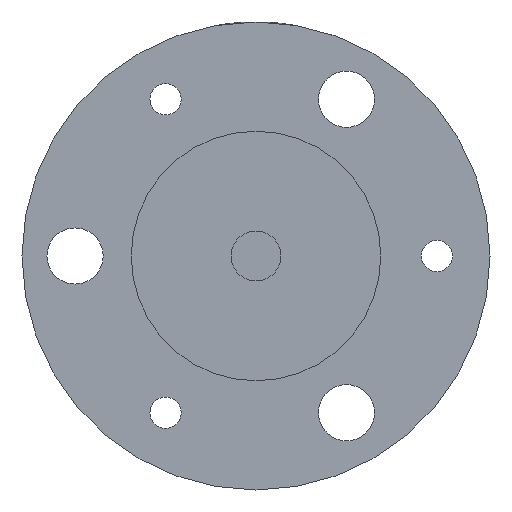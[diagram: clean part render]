
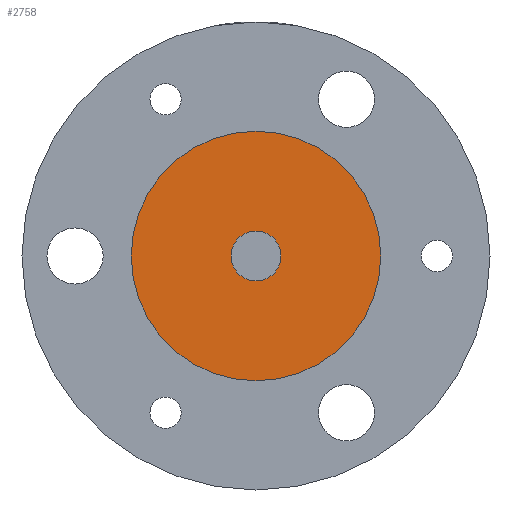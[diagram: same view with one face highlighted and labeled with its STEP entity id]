
A CAD part, left-side view. The second image highlights one B-rep face of the part: STEP entity #2758.
In plain terms, the highlighted planar face has unit normal (-1, 0, 0).
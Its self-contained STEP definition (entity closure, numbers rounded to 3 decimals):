
#128 = PLANE ( 'NONE',  #665 ) ;
#256 = CARTESIAN_POINT ( 'NONE',  ( 6., 0., 20. ) ) ;
#259 = DIRECTION ( 'NONE',  ( -1., 0., 0. ) ) ;
#665 = AXIS2_PLACEMENT_3D ( 'NONE', #2932, #1275, #1881 ) ;
#955 = AXIS2_PLACEMENT_3D ( 'NONE', #3983, #7523, #5768 ) ;
#1125 = CARTESIAN_POINT ( 'NONE',  ( 6., 0., 0. ) ) ;
#1242 = EDGE_CURVE ( 'NONE', #4883, #3333, #3884, .T. ) ;
#1275 = DIRECTION ( 'NONE',  ( 1., 0., 0. ) ) ;
#1488 = DIRECTION ( 'NONE',  ( -1., 0., 0. ) ) ;
#1520 = CARTESIAN_POINT ( 'NONE',  ( 6., 0., 0. ) ) ;
#1881 = DIRECTION ( 'NONE',  ( 0., 0., -1. ) ) ;
#2058 = CIRCLE ( 'NONE', #5823, 20. ) ;
#2577 = DIRECTION ( 'NONE',  ( 0., 0., 1. ) ) ;
#2614 = DIRECTION ( 'NONE',  ( 0., 0., 1. ) ) ;
#2758 = ADVANCED_FACE ( 'NONE', ( #6400, #5224 ), #128, .F. ) ;
#2932 = CARTESIAN_POINT ( 'NONE',  ( 6., 0., 0. ) ) ;
#3216 = DIRECTION ( 'NONE',  ( 0., 0., 1. ) ) ;
#3333 = VERTEX_POINT ( 'NONE', #6809 ) ;
#3502 = EDGE_CURVE ( 'NONE', #5777, #3953, #7231, .T. ) ;
#3884 = CIRCLE ( 'NONE', #6191, 4. ) ;
#3953 = VERTEX_POINT ( 'NONE', #256 ) ;
#3983 = CARTESIAN_POINT ( 'NONE',  ( 6., 0., 0. ) ) ;
#4069 = EDGE_CURVE ( 'NONE', #3333, #4883, #5570, .T. ) ;
#4243 = CARTESIAN_POINT ( 'NONE',  ( 6., 0., -4. ) ) ;
#4354 = DIRECTION ( 'NONE',  ( -1., 0., 0. ) ) ;
#4857 = EDGE_LOOP ( 'NONE', ( #5816, #6021 ) ) ;
#4883 = VERTEX_POINT ( 'NONE', #4243 ) ;
#4967 = ORIENTED_EDGE ( 'NONE', *, *, #6532, .T. ) ;
#5156 = ORIENTED_EDGE ( 'NONE', *, *, #3502, .T. ) ;
#5224 = FACE_OUTER_BOUND ( 'NONE', #7441, .T. ) ;
#5467 = CARTESIAN_POINT ( 'NONE',  ( 6., 0., 0. ) ) ;
#5570 = CIRCLE ( 'NONE', #955, 4. ) ;
#5768 = DIRECTION ( 'NONE',  ( 0., 0., 1. ) ) ;
#5777 = VERTEX_POINT ( 'NONE', #6990 ) ;
#5816 = ORIENTED_EDGE ( 'NONE', *, *, #4069, .F. ) ;
#5823 = AXIS2_PLACEMENT_3D ( 'NONE', #1520, #1488, #2614 ) ;
#5895 = AXIS2_PLACEMENT_3D ( 'NONE', #1125, #4354, #3216 ) ;
#6021 = ORIENTED_EDGE ( 'NONE', *, *, #1242, .F. ) ;
#6191 = AXIS2_PLACEMENT_3D ( 'NONE', #5467, #259, #2577 ) ;
#6400 = FACE_BOUND ( 'NONE', #4857, .T. ) ;
#6532 = EDGE_CURVE ( 'NONE', #3953, #5777, #2058, .T. ) ;
#6809 = CARTESIAN_POINT ( 'NONE',  ( 6., 0., 4. ) ) ;
#6990 = CARTESIAN_POINT ( 'NONE',  ( 6., 0., -20. ) ) ;
#7231 = CIRCLE ( 'NONE', #5895, 20. ) ;
#7441 = EDGE_LOOP ( 'NONE', ( #4967, #5156 ) ) ;
#7523 = DIRECTION ( 'NONE',  ( -1., 0., 0. ) ) ;
